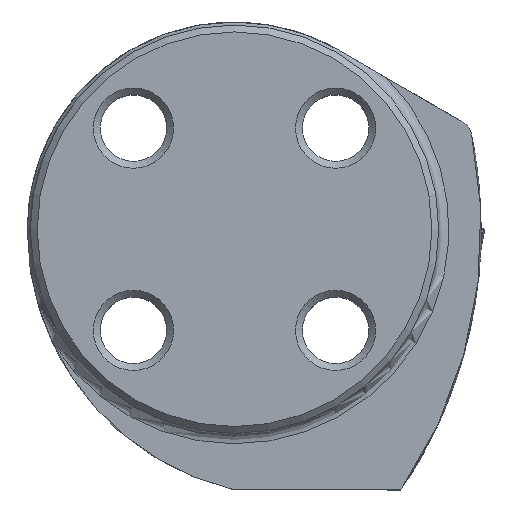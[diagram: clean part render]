
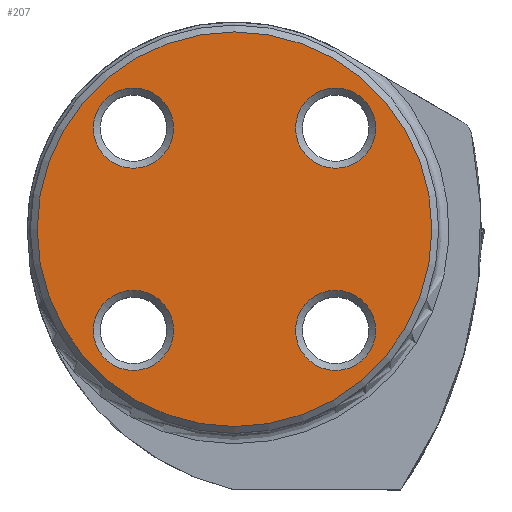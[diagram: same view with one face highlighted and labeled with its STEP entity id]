
A CAD part, top view. The second image highlights one B-rep face of the part: STEP entity #207.
In plain terms, the highlighted planar face has unit normal (0, 0, 1).
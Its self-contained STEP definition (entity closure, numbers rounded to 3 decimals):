
#125=FACE_BOUND('',#365,.T.);
#126=FACE_BOUND('',#366,.T.);
#127=FACE_BOUND('',#367,.T.);
#128=FACE_BOUND('',#368,.T.);
#129=FACE_BOUND('',#369,.T.);
#165=PLANE('',#1424);
#207=ADVANCED_FACE('',(#125,#126,#127,#128,#129),#165,.F.);
#365=EDGE_LOOP('',(#773));
#366=EDGE_LOOP('',(#774));
#367=EDGE_LOOP('',(#775));
#368=EDGE_LOOP('',(#776));
#369=EDGE_LOOP('',(#777));
#566=CIRCLE('',#1418,19.325);
#567=CIRCLE('',#1420,3.925);
#568=CIRCLE('',#1421,3.925);
#569=CIRCLE('',#1422,3.925);
#570=CIRCLE('',#1423,3.925);
#773=ORIENTED_EDGE('',*,*,#1191,.F.);
#774=ORIENTED_EDGE('',*,*,#1192,.T.);
#775=ORIENTED_EDGE('',*,*,#1193,.T.);
#776=ORIENTED_EDGE('',*,*,#1194,.F.);
#777=ORIENTED_EDGE('',*,*,#1190,.F.);
#1050=VERTEX_POINT('',#3373);
#1051=VERTEX_POINT('',#3376);
#1052=VERTEX_POINT('',#3378);
#1053=VERTEX_POINT('',#3380);
#1054=VERTEX_POINT('',#3382);
#1190=EDGE_CURVE('',#1050,#1050,#566,.T.);
#1191=EDGE_CURVE('',#1051,#1051,#567,.T.);
#1192=EDGE_CURVE('',#1052,#1052,#568,.T.);
#1193=EDGE_CURVE('',#1053,#1053,#569,.T.);
#1194=EDGE_CURVE('',#1054,#1054,#570,.T.);
#1418=AXIS2_PLACEMENT_3D('',#3372,#1612,#1613);
#1420=AXIS2_PLACEMENT_3D('',#3375,#1616,#1617);
#1421=AXIS2_PLACEMENT_3D('',#3377,#1618,#1619);
#1422=AXIS2_PLACEMENT_3D('',#3379,#1620,#1621);
#1423=AXIS2_PLACEMENT_3D('',#3381,#1622,#1623);
#1424=AXIS2_PLACEMENT_3D('',#3383,#1624,#1625);
#1612=DIRECTION('',(0.,0.,-1.));
#1613=DIRECTION('',(1.,0.,0.));
#1616=DIRECTION('',(0.,0.,1.));
#1617=DIRECTION('',(1.,0.,0.));
#1618=DIRECTION('',(0.,0.,-1.));
#1619=DIRECTION('',(1.,0.,0.));
#1620=DIRECTION('',(0.,0.,-1.));
#1621=DIRECTION('',(1.,0.,0.));
#1622=DIRECTION('',(0.,0.,1.));
#1623=DIRECTION('',(1.,0.,0.));
#1624=DIRECTION('',(0.,0.,-1.));
#1625=DIRECTION('',(1.,0.,0.));
#3372=CARTESIAN_POINT('',(0.,0.,0.));
#3373=CARTESIAN_POINT('',(19.325,0.,0.));
#3375=CARTESIAN_POINT('',(-9.899,-9.899,0.));
#3376=CARTESIAN_POINT('',(-5.974,-9.899,0.));
#3377=CARTESIAN_POINT('',(-9.899,9.899,0.));
#3378=CARTESIAN_POINT('',(-5.974,9.899,0.));
#3379=CARTESIAN_POINT('',(9.899,-9.899,0.));
#3380=CARTESIAN_POINT('',(13.824,-9.899,0.));
#3381=CARTESIAN_POINT('',(9.899,9.899,0.));
#3382=CARTESIAN_POINT('',(13.824,9.899,0.));
#3383=CARTESIAN_POINT('',(0.,0.,0.));
